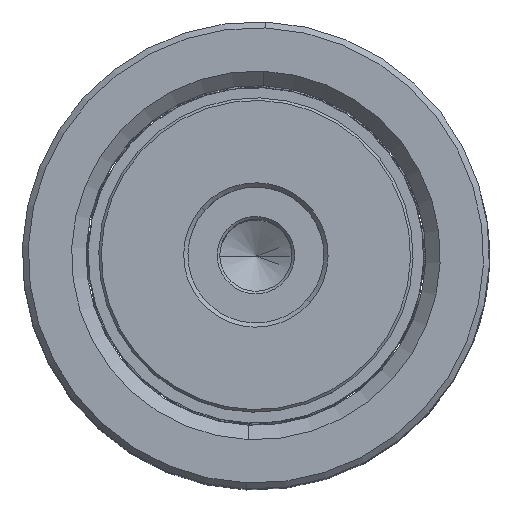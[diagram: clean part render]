
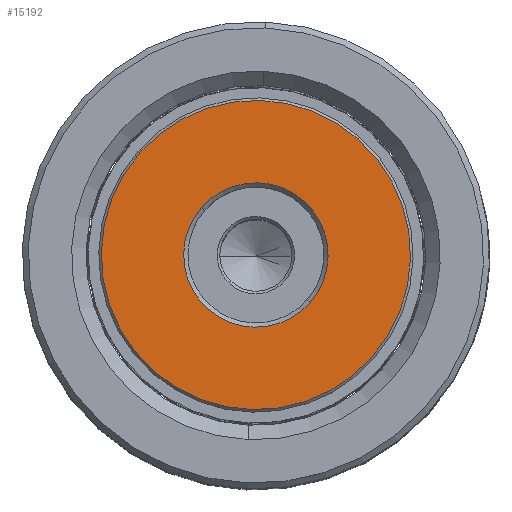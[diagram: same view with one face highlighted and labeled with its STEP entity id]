
A CAD part, top view. The second image highlights one B-rep face of the part: STEP entity #15192.
In plain terms, the highlighted face is planar.
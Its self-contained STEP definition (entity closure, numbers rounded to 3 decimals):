
#1304 = DIRECTION ( 'NONE',  ( 1., 0., 0. ) ) ;
#1510 = FACE_OUTER_BOUND ( 'NONE', #32455, .T. ) ;
#2279 = ORIENTED_EDGE ( 'NONE', *, *, #39504, .T. ) ;
#3463 = FACE_BOUND ( 'NONE', #40236, .T. ) ;
#5615 = VERTEX_POINT ( 'NONE', #30264 ) ;
#5818 = ORIENTED_EDGE ( 'NONE', *, *, #38170, .T. ) ;
#9321 = CARTESIAN_POINT ( 'NONE',  ( 18.2, 0., 0. ) ) ;
#10410 = CARTESIAN_POINT ( 'NONE',  ( -18.2, 0., 0. ) ) ;
#10764 = AXIS2_PLACEMENT_3D ( 'NONE', #12562, #24947, #40445 ) ;
#12364 = VERTEX_POINT ( 'NONE', #31515 ) ;
#12562 = CARTESIAN_POINT ( 'NONE',  ( 0., 0., 0. ) ) ;
#12956 = AXIS2_PLACEMENT_3D ( 'NONE', #13839, #32994, #1304 ) ;
#13305 = CIRCLE ( 'NONE', #15577, 8.5 ) ;
#13839 = CARTESIAN_POINT ( 'NONE',  ( 0., 0., 0. ) ) ;
#14463 = EDGE_CURVE ( 'NONE', #21873, #22645, #32135, .T. ) ;
#15192 = ADVANCED_FACE ( 'NONE', ( #1510, #3463 ), #40517, .F. ) ;
#15477 = DIRECTION ( 'NONE',  ( 0., 0., 1. ) ) ;
#15577 = AXIS2_PLACEMENT_3D ( 'NONE', #21940, #15477, #40706 ) ;
#18451 = CARTESIAN_POINT ( 'NONE',  ( 0., 0., 0. ) ) ;
#19598 = CIRCLE ( 'NONE', #10764, 8.5 ) ;
#20315 = DIRECTION ( 'NONE',  ( 1., 0., 0. ) ) ;
#21544 = ORIENTED_EDGE ( 'NONE', *, *, #14463, .T. ) ;
#21873 = VERTEX_POINT ( 'NONE', #9321 ) ;
#21940 = CARTESIAN_POINT ( 'NONE',  ( 0., 0., 0. ) ) ;
#22645 = VERTEX_POINT ( 'NONE', #10410 ) ;
#24637 = DIRECTION ( 'NONE',  ( 1., 0., 0. ) ) ;
#24716 = ORIENTED_EDGE ( 'NONE', *, *, #28935, .T. ) ;
#24947 = DIRECTION ( 'NONE',  ( 0., 0., 1. ) ) ;
#26346 = CARTESIAN_POINT ( 'NONE',  ( 0., 0., 0. ) ) ;
#26974 = AXIS2_PLACEMENT_3D ( 'NONE', #26346, #33101, #20315 ) ;
#28050 = DIRECTION ( 'NONE',  ( 0., 0., 1. ) ) ;
#28935 = EDGE_CURVE ( 'NONE', #22645, #21873, #39566, .T. ) ;
#30264 = CARTESIAN_POINT ( 'NONE',  ( 8.5, 0., 0. ) ) ;
#31515 = CARTESIAN_POINT ( 'NONE',  ( -8.5, 0., 0. ) ) ;
#32135 = CIRCLE ( 'NONE', #26974, 18.2 ) ;
#32455 = EDGE_LOOP ( 'NONE', ( #21544, #24716 ) ) ;
#32994 = DIRECTION ( 'NONE',  ( 0., 0., -1. ) ) ;
#33101 = DIRECTION ( 'NONE',  ( 0., 0., -1. ) ) ;
#35590 = AXIS2_PLACEMENT_3D ( 'NONE', #18451, #28050, #24637 ) ;
#38170 = EDGE_CURVE ( 'NONE', #12364, #5615, #19598, .T. ) ;
#39504 = EDGE_CURVE ( 'NONE', #5615, #12364, #13305, .T. ) ;
#39566 = CIRCLE ( 'NONE', #12956, 18.2 ) ;
#40236 = EDGE_LOOP ( 'NONE', ( #5818, #2279 ) ) ;
#40445 = DIRECTION ( 'NONE',  ( 1., 0., 0. ) ) ;
#40517 = PLANE ( 'NONE',  #35590 ) ;
#40706 = DIRECTION ( 'NONE',  ( 1., 0., 0. ) ) ;
